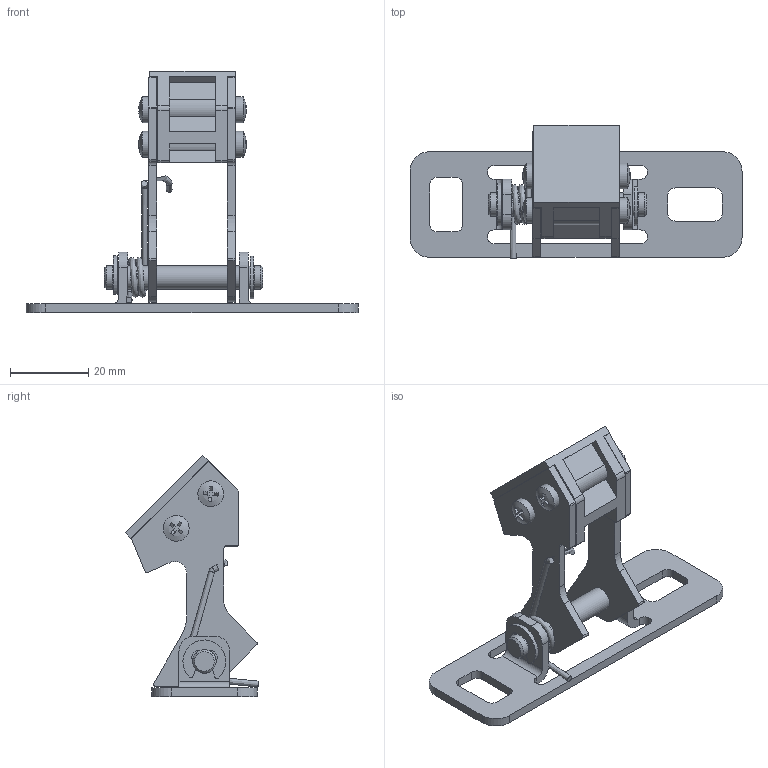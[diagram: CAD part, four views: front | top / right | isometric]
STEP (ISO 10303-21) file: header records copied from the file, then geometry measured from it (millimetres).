
FILE_DESCRIPTION(('STEP AP214'),'1');
FILE_NAME('174.step','2013-03-04T13:31:54',(' '),(' '),'Spatial InterOp 3D',' ',' ');
FILE_SCHEMA(('automotive_design'));
Length unit declared in the file: millimetre
Products named in the file (14): _160; _316; _56; _34; _306; _318; _48; _287; 1
Bounding box: 85 x 34.11 x 61.75 mm (x, y, z)
Volume: 14301 mm3; surface area: 15381 mm2
Topology: 13 solids, 13 shells, 346 faces, 1829 edges, 1494 vertices
Faces by surface type: plane 157, cylinder 135, bspline 25, cone 18, sphere 4, extrusion 4, revolution 3
Full cylindrical faces by diameter (mm): 2.6 x36, 2.8 x2, 3 x1, 3.8 x2, 4.1 x4, 6 x3, 6.1 x4, 6.6 x4
Entity records: 28326 total; most frequent: CARTESIAN_POINT 13586, ORIENTED_EDGE 3340, EDGE_CURVE 1670, DIRECTION 1526, VERTEX_POINT 1409, B_SPLINE_CURVE_WITH_KNOTS 1024, AXIS2_PLACEMENT_3D 569, EDGE_LOOP 399
